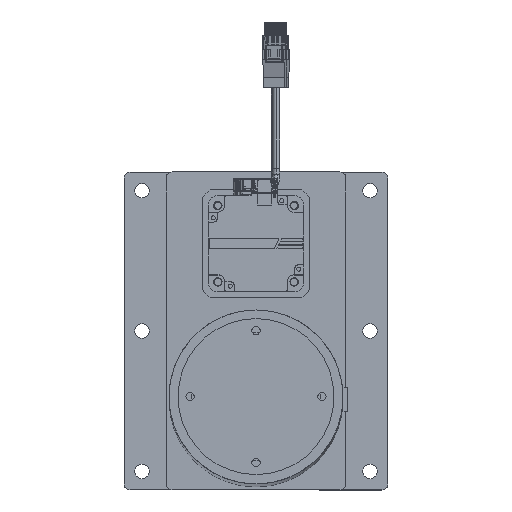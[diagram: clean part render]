
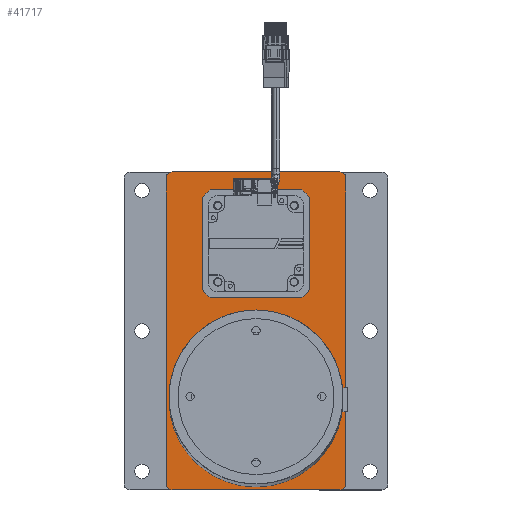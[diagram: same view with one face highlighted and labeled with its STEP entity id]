
A CAD part, top view. The second image highlights one B-rep face of the part: STEP entity #41717.
In plain terms, the highlighted planar face has unit normal (0, 0, 1).
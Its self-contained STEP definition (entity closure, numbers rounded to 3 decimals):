
#1707 = ORIENTED_EDGE ( 'NONE', *, *, #66408, .T. ) ;
#5158 = ORIENTED_EDGE ( 'NONE', *, *, #33778, .T. ) ;
#6057 = AXIS2_PLACEMENT_3D ( 'NONE', #32009, #39790, #94000 ) ;
#6863 = AXIS2_PLACEMENT_3D ( 'NONE', #65133, #34664, #96005 ) ;
#7154 = CIRCLE ( 'NONE', #65730, 45. ) ;
#7438 = EDGE_CURVE ( 'NONE', #43958, #61033, #19209, .T. ) ;
#9821 = ORIENTED_EDGE ( 'NONE', *, *, #7438, .T. ) ;
#11791 = ORIENTED_EDGE ( 'NONE', *, *, #85767, .F. ) ;
#11992 = VERTEX_POINT ( 'NONE', #53214 ) ;
#12488 = LINE ( 'NONE', #91167, #56091 ) ;
#12925 = CARTESIAN_POINT ( 'NONE',  ( -132.5, 70., 39. ) ) ;
#13869 = DIRECTION ( 'NONE',  ( 0., 1., 0. ) ) ;
#15004 = AXIS2_PLACEMENT_3D ( 'NONE', #65315, #34509, #42320 ) ;
#15069 = DIRECTION ( 'NONE',  ( 1., 0., 0. ) ) ;
#17275 = FACE_BOUND ( 'NONE', #76552, .T. ) ;
#18450 = DIRECTION ( 'NONE',  ( 0., 0., 1. ) ) ;
#18730 = CARTESIAN_POINT ( 'NONE',  ( -132.5, 75., 39. ) ) ;
#19209 = CIRCLE ( 'NONE', #6057, 5. ) ;
#20564 = VERTEX_POINT ( 'NONE', #37176 ) ;
#22109 = CARTESIAN_POINT ( 'NONE',  ( -57.5, 0., 39. ) ) ;
#23178 = VECTOR ( 'NONE', #13869, 1000. ) ;
#23795 = CARTESIAN_POINT ( 'NONE',  ( -127.5, 75., 39. ) ) ;
#25843 = VERTEX_POINT ( 'NONE', #69846 ) ;
#25853 = DIRECTION ( 'NONE',  ( -1., 0., 0. ) ) ;
#26277 = ORIENTED_EDGE ( 'NONE', *, *, #56024, .F. ) ;
#27746 = CARTESIAN_POINT ( 'NONE',  ( -132.5, -70., 39. ) ) ;
#29203 = VERTEX_POINT ( 'NONE', #50228 ) ;
#30304 = CARTESIAN_POINT ( 'NONE',  ( 127.5, -70., 39. ) ) ;
#32009 = CARTESIAN_POINT ( 'NONE',  ( -127.5, 70., 39. ) ) ;
#33778 = EDGE_CURVE ( 'NONE', #87362, #43958, #68593, .T. ) ;
#34509 = DIRECTION ( 'NONE',  ( 0., 0., 1. ) ) ;
#34664 = DIRECTION ( 'NONE',  ( 0., 0., 1. ) ) ;
#35001 = PLANE ( 'NONE',  #6863 ) ;
#35406 = FACE_BOUND ( 'NONE', #46963, .T. ) ;
#36270 = VERTEX_POINT ( 'NONE', #83508 ) ;
#36328 = DIRECTION ( 'NONE',  ( 1., 0., 0. ) ) ;
#36916 = DIRECTION ( 'NONE',  ( 0., -1., 0. ) ) ;
#37176 = CARTESIAN_POINT ( 'NONE',  ( -12.5, 0., 39. ) ) ;
#38989 = EDGE_CURVE ( 'NONE', #29203, #73324, #83559, .T. ) ;
#39687 = EDGE_CURVE ( 'NONE', #61033, #56136, #95462, .T. ) ;
#39748 = CARTESIAN_POINT ( 'NONE',  ( 127.5, 75., 39. ) ) ;
#39790 = DIRECTION ( 'NONE',  ( 0., 0., 1. ) ) ;
#41717 = ADVANCED_FACE ( 'NONE', ( #35406, #17275, #51165 ), #35001, .T. ) ;
#42320 = DIRECTION ( 'NONE',  ( 1., 0., 0. ) ) ;
#42381 = CARTESIAN_POINT ( 'NONE',  ( 127.5, 70., 39. ) ) ;
#42386 = DIRECTION ( 'NONE',  ( 1., 0., 0. ) ) ;
#43958 = VERTEX_POINT ( 'NONE', #23795 ) ;
#44307 = EDGE_CURVE ( 'NONE', #81081, #87362, #61769, .T. ) ;
#44871 = DIRECTION ( 'NONE',  ( 0., 0., 1. ) ) ;
#46963 = EDGE_LOOP ( 'NONE', ( #98697, #11791 ) ) ;
#47234 = ORIENTED_EDGE ( 'NONE', *, *, #44307, .T. ) ;
#48922 = EDGE_CURVE ( 'NONE', #76712, #81081, #92336, .T. ) ;
#50228 = CARTESIAN_POINT ( 'NONE',  ( 82.5, 0., 39. ) ) ;
#51165 = FACE_OUTER_BOUND ( 'NONE', #59176, .T. ) ;
#51882 = AXIS2_PLACEMENT_3D ( 'NONE', #64832, #18450, #72623 ) ;
#53214 = CARTESIAN_POINT ( 'NONE',  ( 127.5, -75., 39. ) ) ;
#53782 = ORIENTED_EDGE ( 'NONE', *, *, #56939, .T. ) ;
#56024 = EDGE_CURVE ( 'NONE', #25843, #20564, #71958, .T. ) ;
#56091 = VECTOR ( 'NONE', #58953, 1000. ) ;
#56136 = VERTEX_POINT ( 'NONE', #27746 ) ;
#56939 = EDGE_CURVE ( 'NONE', #56136, #36270, #91391, .T. ) ;
#56963 = CARTESIAN_POINT ( 'NONE',  ( -127.5, -70., 39. ) ) ;
#57944 = DIRECTION ( 'NONE',  ( 1., 0., 0. ) ) ;
#58953 = DIRECTION ( 'NONE',  ( 1., 0., 0. ) ) ;
#59176 = EDGE_LOOP ( 'NONE', ( #76964, #47234, #5158, #9821, #67113, #53782, #1707, #98450 ) ) ;
#61033 = VERTEX_POINT ( 'NONE', #12925 ) ;
#61769 = CIRCLE ( 'NONE', #82926, 5. ) ;
#64725 = DIRECTION ( 'NONE',  ( 0., 0., 1. ) ) ;
#64832 = CARTESIAN_POINT ( 'NONE',  ( 72.5, 0., 39. ) ) ;
#65133 = CARTESIAN_POINT ( 'NONE',  ( 0., 0., 39. ) ) ;
#65315 = CARTESIAN_POINT ( 'NONE',  ( -57.5, 0., 39. ) ) ;
#65730 = AXIS2_PLACEMENT_3D ( 'NONE', #22109, #82755, #36328 ) ;
#66075 = DIRECTION ( 'NONE',  ( 1., 0., 0. ) ) ;
#66408 = EDGE_CURVE ( 'NONE', #36270, #11992, #12488, .T. ) ;
#66930 = CARTESIAN_POINT ( 'NONE',  ( 132.5, -70., 39. ) ) ;
#67103 = CARTESIAN_POINT ( 'NONE',  ( 72.5, 0., 39. ) ) ;
#67113 = ORIENTED_EDGE ( 'NONE', *, *, #39687, .T. ) ;
#68593 = LINE ( 'NONE', #18730, #88079 ) ;
#68983 = CARTESIAN_POINT ( 'NONE',  ( 62.5, 0., 39. ) ) ;
#69846 = CARTESIAN_POINT ( 'NONE',  ( -102.5, 0., 39. ) ) ;
#71958 = CIRCLE ( 'NONE', #15004, 45. ) ;
#72623 = DIRECTION ( 'NONE',  ( 1., 0., 0. ) ) ;
#73324 = VERTEX_POINT ( 'NONE', #68983 ) ;
#74284 = CARTESIAN_POINT ( 'NONE',  ( 132.5, 70., 39. ) ) ;
#74898 = DIRECTION ( 'NONE',  ( 0., 0., 1. ) ) ;
#76460 = AXIS2_PLACEMENT_3D ( 'NONE', #30304, #44871, #15069 ) ;
#76552 = EDGE_LOOP ( 'NONE', ( #93093, #26277 ) ) ;
#76712 = VERTEX_POINT ( 'NONE', #66930 ) ;
#76964 = ORIENTED_EDGE ( 'NONE', *, *, #48922, .T. ) ;
#78340 = AXIS2_PLACEMENT_3D ( 'NONE', #67103, #74898, #66075 ) ;
#79873 = CIRCLE ( 'NONE', #78340, 10. ) ;
#81081 = VERTEX_POINT ( 'NONE', #74284 ) ;
#81270 = EDGE_CURVE ( 'NONE', #20564, #25843, #7154, .T. ) ;
#82351 = CARTESIAN_POINT ( 'NONE',  ( -132.5, 75., 39. ) ) ;
#82755 = DIRECTION ( 'NONE',  ( 0., 0., 1. ) ) ;
#82926 = AXIS2_PLACEMENT_3D ( 'NONE', #42381, #96578, #57944 ) ;
#83508 = CARTESIAN_POINT ( 'NONE',  ( -127.5, -75., 39. ) ) ;
#83559 = CIRCLE ( 'NONE', #51882, 10. ) ;
#85767 = EDGE_CURVE ( 'NONE', #73324, #29203, #79873, .T. ) ;
#87362 = VERTEX_POINT ( 'NONE', #39748 ) ;
#87811 = CIRCLE ( 'NONE', #76460, 5. ) ;
#88079 = VECTOR ( 'NONE', #25853, 1000. ) ;
#89478 = VECTOR ( 'NONE', #36916, 1000. ) ;
#91118 = CARTESIAN_POINT ( 'NONE',  ( 132.5, 75., 39. ) ) ;
#91167 = CARTESIAN_POINT ( 'NONE',  ( -132.5, -75., 39. ) ) ;
#91391 = CIRCLE ( 'NONE', #99391, 5. ) ;
#92336 = LINE ( 'NONE', #91118, #23178 ) ;
#93093 = ORIENTED_EDGE ( 'NONE', *, *, #81270, .F. ) ;
#94000 = DIRECTION ( 'NONE',  ( 1., 0., 0. ) ) ;
#94828 = EDGE_CURVE ( 'NONE', #11992, #76712, #87811, .T. ) ;
#95462 = LINE ( 'NONE', #82351, #89478 ) ;
#96005 = DIRECTION ( 'NONE',  ( 1., 0., 0. ) ) ;
#96578 = DIRECTION ( 'NONE',  ( 0., 0., 1. ) ) ;
#98450 = ORIENTED_EDGE ( 'NONE', *, *, #94828, .T. ) ;
#98697 = ORIENTED_EDGE ( 'NONE', *, *, #38989, .F. ) ;
#99391 = AXIS2_PLACEMENT_3D ( 'NONE', #56963, #64725, #42386 ) ;
